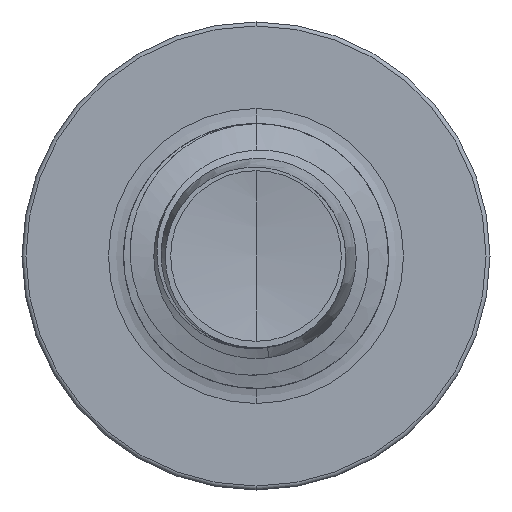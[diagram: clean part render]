
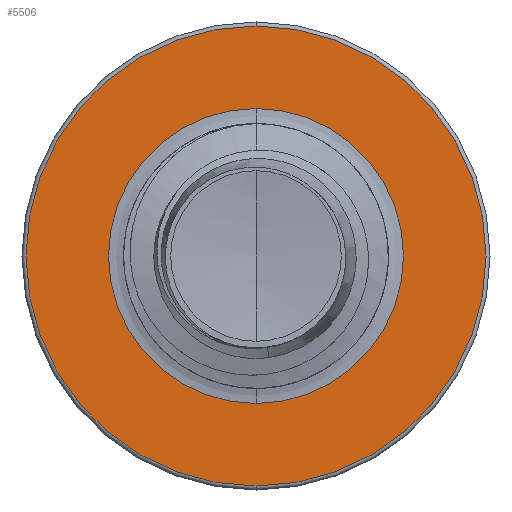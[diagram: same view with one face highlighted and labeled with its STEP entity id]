
A CAD part, front view. The second image highlights one B-rep face of the part: STEP entity #5506.
In plain terms, the highlighted planar face has unit normal (0, -1, 0).
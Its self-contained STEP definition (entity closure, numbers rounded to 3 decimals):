
#653 = CARTESIAN_POINT ( 'NONE',  ( 0., 7., -1.67 ) ) ;
#741 = VERTEX_POINT ( 'NONE', #3019 ) ;
#742 = DIRECTION ( 'NONE',  ( 0., 0., 1. ) ) ;
#1156 = EDGE_CURVE ( 'NONE', #12424, #5489, #9221, .T. ) ;
#3019 = CARTESIAN_POINT ( 'NONE',  ( 0., 7., -2.605 ) ) ;
#3582 = CIRCLE ( 'NONE', #16830, 2.605 ) ;
#3807 = CARTESIAN_POINT ( 'NONE',  ( 0., 7., -1.67 ) ) ;
#4531 = EDGE_CURVE ( 'NONE', #10253, #741, #5287, .T. ) ;
#4881 = EDGE_CURVE ( 'NONE', #5489, #12424, #5806, .T. ) ;
#4915 = EDGE_CURVE ( 'NONE', #741, #10253, #3582, .T. ) ;
#5148 = CARTESIAN_POINT ( 'NONE',  ( 0., 7., 0. ) ) ;
#5287 = CIRCLE ( 'NONE', #13218, 2.605 ) ;
#5489 = VERTEX_POINT ( 'NONE', #7801 ) ;
#5506 = ADVANCED_FACE ( 'NONE', ( #14100, #17667 ), #19135, .F. ) ;
#5634 = CARTESIAN_POINT ( 'NONE',  ( 0., 7., 2.605 ) ) ;
#5639 = DIRECTION ( 'NONE',  ( 0., 1., 0. ) ) ;
#5806 = CIRCLE ( 'NONE', #9377, 1.67 ) ;
#6840 = DIRECTION ( 'NONE',  ( 0., 0., 1. ) ) ;
#7801 = CARTESIAN_POINT ( 'NONE',  ( 0., 7., 1.67 ) ) ;
#9221 = CIRCLE ( 'NONE', #9484, 1.67 ) ;
#9377 = AXIS2_PLACEMENT_3D ( 'NONE', #5148, #15642, #6840 ) ;
#9484 = AXIS2_PLACEMENT_3D ( 'NONE', #10008, #5639, #10256 ) ;
#10008 = CARTESIAN_POINT ( 'NONE',  ( 0., 7., 0. ) ) ;
#10081 = DIRECTION ( 'NONE',  ( 0., 1., 0. ) ) ;
#10253 = VERTEX_POINT ( 'NONE', #5634 ) ;
#10256 = DIRECTION ( 'NONE',  ( 0., 0., 1. ) ) ;
#10854 = ORIENTED_EDGE ( 'NONE', *, *, #4881, .T. ) ;
#10964 = DIRECTION ( 'NONE',  ( 0., 1., 0. ) ) ;
#11920 = AXIS2_PLACEMENT_3D ( 'NONE', #653, #10964, #742 ) ;
#12424 = VERTEX_POINT ( 'NONE', #3807 ) ;
#13218 = AXIS2_PLACEMENT_3D ( 'NONE', #19377, #19358, #19355 ) ;
#13975 = EDGE_LOOP ( 'NONE', ( #10854, #14041 ) ) ;
#14041 = ORIENTED_EDGE ( 'NONE', *, *, #1156, .T. ) ;
#14100 = FACE_OUTER_BOUND ( 'NONE', #16876, .T. ) ;
#15367 = ORIENTED_EDGE ( 'NONE', *, *, #4915, .F. ) ;
#15642 = DIRECTION ( 'NONE',  ( 0., 1., 0. ) ) ;
#16830 = AXIS2_PLACEMENT_3D ( 'NONE', #18347, #10081, #19766 ) ;
#16876 = EDGE_LOOP ( 'NONE', ( #17140, #15367 ) ) ;
#17140 = ORIENTED_EDGE ( 'NONE', *, *, #4531, .F. ) ;
#17667 = FACE_BOUND ( 'NONE', #13975, .T. ) ;
#18347 = CARTESIAN_POINT ( 'NONE',  ( 0., 7., 0. ) ) ;
#19135 = PLANE ( 'NONE',  #11920 ) ;
#19355 = DIRECTION ( 'NONE',  ( 0., 0., 1. ) ) ;
#19358 = DIRECTION ( 'NONE',  ( 0., 1., 0. ) ) ;
#19377 = CARTESIAN_POINT ( 'NONE',  ( 0., 7., 0. ) ) ;
#19766 = DIRECTION ( 'NONE',  ( 0., 0., 1. ) ) ;
